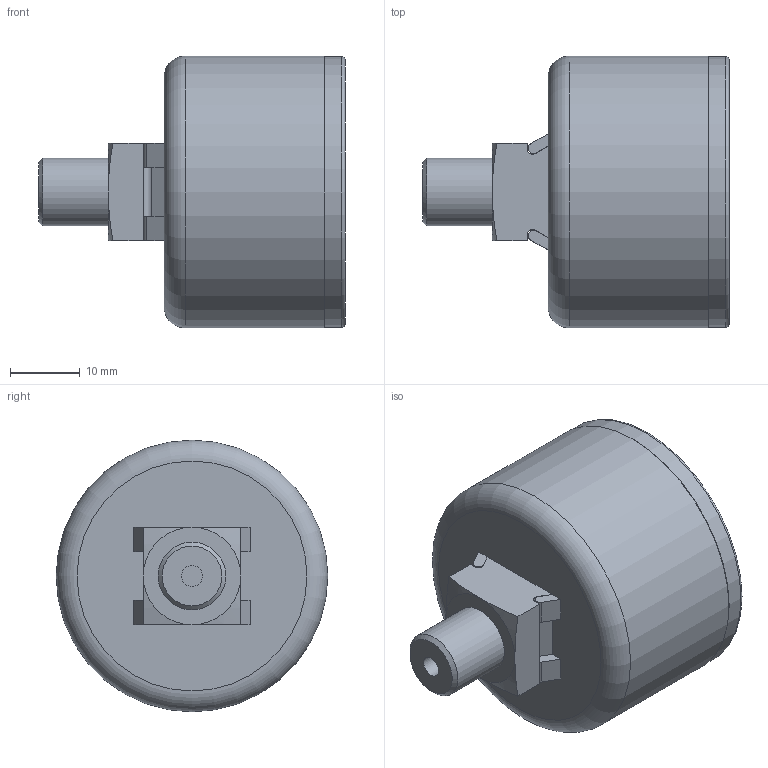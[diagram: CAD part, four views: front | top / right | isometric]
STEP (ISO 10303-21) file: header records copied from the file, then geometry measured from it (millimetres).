
FILE_DESCRIPTION(/* description */ ('STEP AP214'),/* implementation_level */ '2;1');
FILE_NAME(/* name */ '8178624_PAGN-40-0_6M-R18-1_6-CPA',/* time_stamp */ '2024-09-13T13:32:41+02:00',/* author */ ('License CC BY-ND 4.0'),/* organization */ ('CADENAS'),/* preprocessor_version */ 'ST-DEVELOPER v19.3',/* originating_system */ 'PARTsolutions',/* authorisation */ ' ');
FILE_SCHEMA (('AUTOMOTIVE_DESIGN {1 0 10303 214 3 1 1}'));
Length unit declared in the file: millimetre
Products named in the file (1): 8178624 PAGN-40-0.6M-R18-1.6-CPA
Bounding box: 44 x 39 x 39 mm (x, y, z)
Volume: 32925.8 mm3; surface area: 6441.5 mm2
Topology: 1 solids, 1 shells, 47 faces, 104 edges, 67 vertices
Faces by surface type: plane 30, cylinder 10, sphere 4, torus 2, cone 1
Full cylindrical faces by diameter (mm): 3 x1, 9.728 x1, 38.8 x1, 39 x1
Entity records: 1292 total; most frequent: DIRECTION 228, CARTESIAN_POINT 212, ORIENTED_EDGE 194, EDGE_CURVE 97, AXIS2_PLACEMENT_3D 83, VERTEX_POINT 67, LINE 62, VECTOR 62
